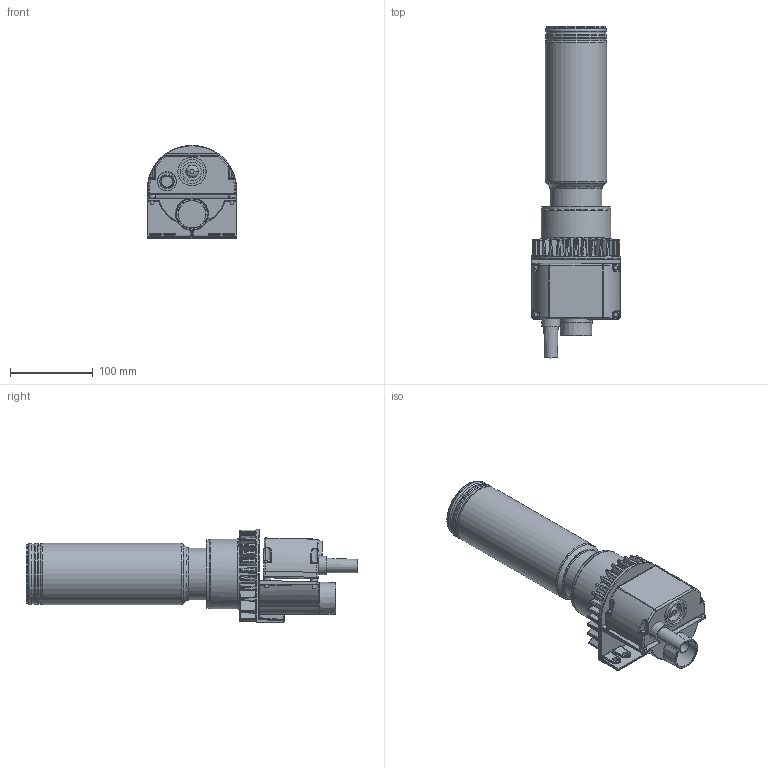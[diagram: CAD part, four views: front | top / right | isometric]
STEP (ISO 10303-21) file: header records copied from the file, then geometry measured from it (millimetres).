
FILE_DESCRIPTION( ( '' ), '1' );
FILE_NAME( 'LE 5000 HT.stp', 'Unknown', ( 'FUA' ), ( 'Leister Process Technologies' ), 'PSStep 10.0', 'Unknown', ' ' );
FILE_SCHEMA( ( 'AUTOMOTIVE_DESIGN { 1 0 10303 214 1 1 1 1 }' ) );
Length unit declared in the file: millimetre
Products named in the file (1): 1
Bounding box: 108 x 400.06 x 112.36 mm (x, y, z)
Volume: 1519335.3 mm3; surface area: 260180 mm2
Topology: 1 solids, 1 shells, 1039 faces, 2582 edges, 1495 vertices
Faces by surface type: cylinder 369, bspline 274, plane 213, torus 101, sphere 70, cone 10, revolution 2
Full cylindrical faces by diameter (mm): 4 x4, 6.5 x4, 6.7 x4, 8 x4, 14.153 x1, 15 x1, 22.6 x1, 28.3 x1, 33 x1, 34 x1, 62 x1, 62.612 x1, 69.585 x1, 70.735 x1, 72.102 x2, 73.602 x2, 82.076 x1, 83 x1, 84.242 x1
Entity records: 54084 total; most frequent: CARTESIAN_POINT 23716, ORIENTED_EDGE 4808, DIRECTION 4160, EDGE_CURVE 2404, AXIS2_PLACEMENT_3D 1738, VERTEX_POINT 1462, EDGE_LOOP 1148, FACE_OUTER_BOUND 1100
